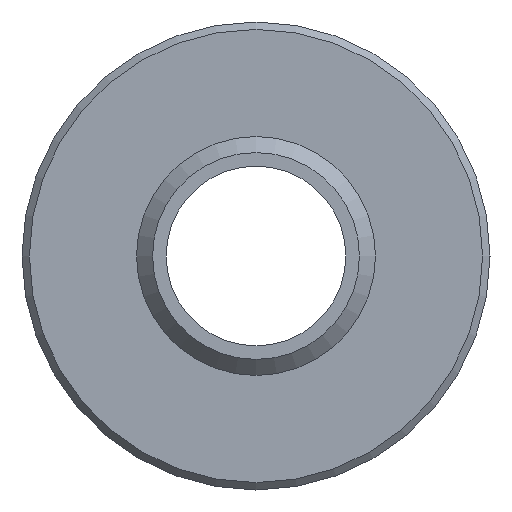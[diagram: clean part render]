
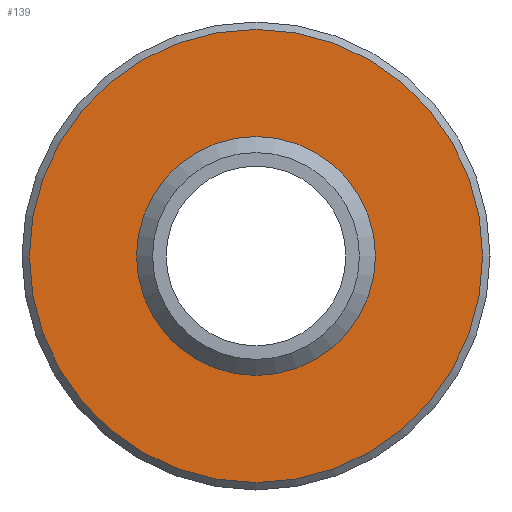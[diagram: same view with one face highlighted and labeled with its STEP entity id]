
A CAD part, left-side view. The second image highlights one B-rep face of the part: STEP entity #139.
In plain terms, the highlighted planar face has unit normal (-1, 0, 0).
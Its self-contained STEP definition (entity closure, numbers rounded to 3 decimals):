
#22=PLANE('',#155);
#26=FACE_BOUND('',#52,.T.);
#38=FACE_OUTER_BOUND('',#51,.T.);
#51=EDGE_LOOP('',(#111));
#52=EDGE_LOOP('',(#112));
#73=CIRCLE('',#153,9.2);
#75=CIRCLE('',#156,4.2);
#85=VERTEX_POINT('',#228);
#87=VERTEX_POINT('',#233);
#97=EDGE_CURVE('',#85,#85,#73,.T.);
#99=EDGE_CURVE('',#87,#87,#75,.T.);
#111=ORIENTED_EDGE('',*,*,#97,.T.);
#112=ORIENTED_EDGE('',*,*,#99,.F.);
#139=ADVANCED_FACE('',(#38,#26),#22,.T.);
#153=AXIS2_PLACEMENT_3D('',#229,#180,#181);
#155=AXIS2_PLACEMENT_3D('',#232,#184,#185);
#156=AXIS2_PLACEMENT_3D('',#234,#186,#187);
#180=DIRECTION('center_axis',(-1.,0.,0.));
#181=DIRECTION('ref_axis',(0.,-1.,0.));
#184=DIRECTION('center_axis',(-1.,0.,0.));
#185=DIRECTION('ref_axis',(0.,0.,1.));
#186=DIRECTION('center_axis',(-1.,0.,0.));
#187=DIRECTION('ref_axis',(0.,-1.,0.));
#228=CARTESIAN_POINT('',(8.,-9.2,0.));
#229=CARTESIAN_POINT('Origin',(8.,0.,0.));
#232=CARTESIAN_POINT('Origin',(8.,0.,0.));
#233=CARTESIAN_POINT('',(8.,-4.2,0.));
#234=CARTESIAN_POINT('Origin',(8.,0.,0.));
